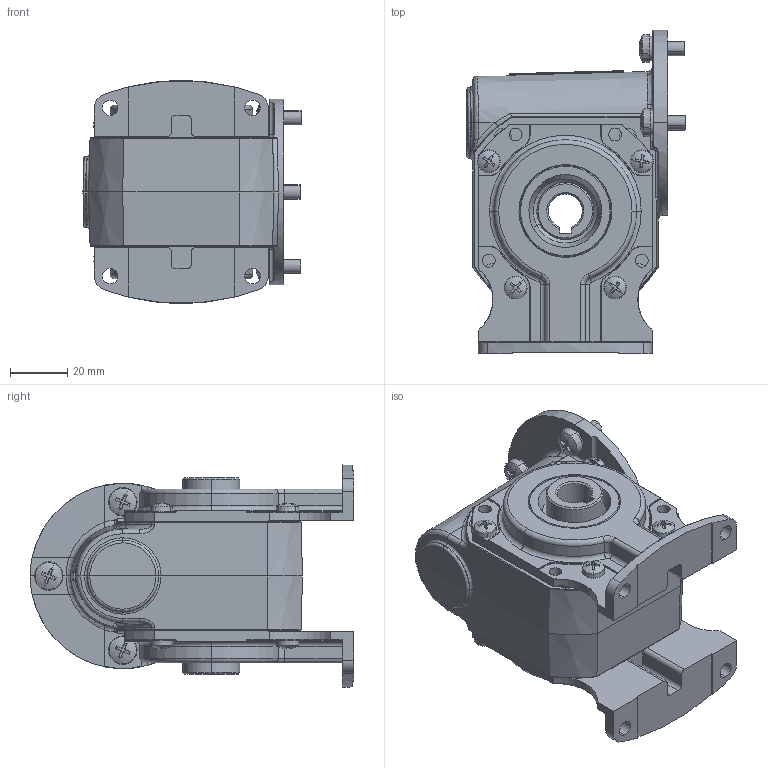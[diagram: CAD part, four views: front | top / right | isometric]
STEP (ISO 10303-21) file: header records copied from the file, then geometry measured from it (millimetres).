
FILE_DESCRIPTION (( 'STEP AP214' ), '1' );
FILE_NAME ('Getriebe_VE31-F-H-+-2253429_ .STEP', '2009-03-19T10:49:53', ( 'Groschopp' ), ( 'Groschopp AG' ), 'SwSTEP 2.0', 'SolidWorks 2007', '' );
FILE_SCHEMA (( 'AUTOMOTIVE_DESIGN' ));
Length unit declared in the file: millimetre
Products named in the file (8): Getriebe_VE31-F-H-+-2253429_ ; Gehäuse_lackiert-+-2264560_ _PDB_2264560; N_7985_4.8_M 4 x 10; N_7985_5_8-+-N_7985_5.8_ _M 5 x 12; Schneckenrad_B-+-2193515_ _PDB_2193523; Lagerdeckel_mit_Fuß-+-2253070_ _PDB_2253070; N_128_PDB_1000802; N_3760_A 20 x 32 x 7
Assembly tree (20 placements, depth 2):
  Getriebe_VE31-F-H-+-2253429_ 
    Lagerdeckel_mit_Fuß-+-2253070_ _PDB_2253070  x2
    N_7985_4.8_M 4 x 10  x8
    N_3760_A 20 x 32 x 7  x2
    N_7985_5_8-+-N_7985_5.8_ _M 5 x 12  x3
    Gehäuse_lackiert-+-2264560_ _PDB_2264560
    N_128_PDB_1000802  x3
    Schneckenrad_B-+-2193515_ _PDB_2193523
Bounding box: 76.48 x 113.5 x 78.2 mm (x, y, z)
Volume: 178851.1 mm3; surface area: 84107.7 mm2
Topology: 21 solids, 21 shells, 1272 faces, 3047 edges, 1837 vertices
Faces by surface type: cylinder 410, plane 355, cone 191, torus 188, bspline 90, sphere 38
Entity records: 29273 total; most frequent: CARTESIAN_POINT 8151, DIRECTION 3610, ORIENTED_EDGE 3476, EDGE_CURVE 1738, AXIS2_PLACEMENT_3D 1505, VERTEX_POINT 1044, CIRCLE 835, EDGE_LOOP 802
